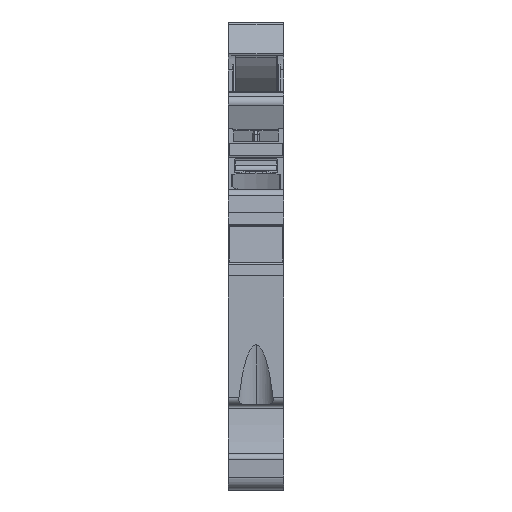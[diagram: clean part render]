
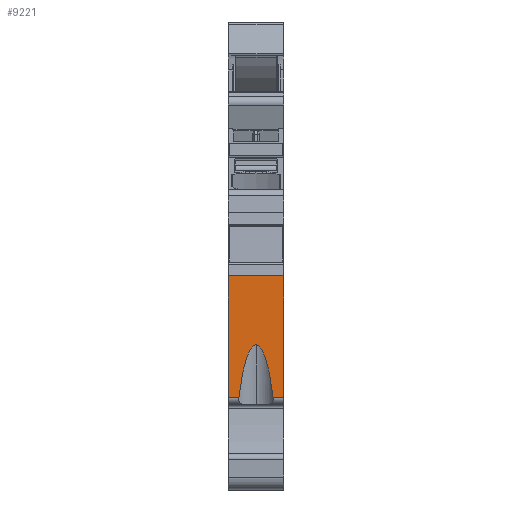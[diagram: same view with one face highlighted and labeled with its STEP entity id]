
A CAD part, front view. The second image highlights one B-rep face of the part: STEP entity #9221.
In plain terms, the highlighted planar face has unit normal (0, -1, 0).
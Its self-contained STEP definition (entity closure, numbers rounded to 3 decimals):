
#9150=AXIS2_PLACEMENT_3D('Plane Axis2P3D',#9147,#9148,#9149) ;
#2364=CARTESIAN_POINT('Vertex',(0.,-0.001,13.45)) ;
#2367=CARTESIAN_POINT('Line Origine',(0.,-0.001,22.301)) ;
#2371=CARTESIAN_POINT('Vertex',(0.,-0.001,31.152)) ;
#4627=CARTESIAN_POINT('Vertex',(8.1,-0.001,31.152)) ;
#4630=CARTESIAN_POINT('Line Origine',(8.1,-0.001,22.301)) ;
#4634=CARTESIAN_POINT('Vertex',(8.1,-0.001,13.45)) ;
#9121=CARTESIAN_POINT('Line Origine',(4.05,-0.001,13.45)) ;
#9125=CARTESIAN_POINT('Vertex',(1.556,-0.001,13.45)) ;
#9147=CARTESIAN_POINT('Axis2P3D Location',(0.,-0.001,13.45)) ;
#9153=CARTESIAN_POINT('Control Point',(4.05,-0.001,21.127)) ;
#9154=CARTESIAN_POINT('Control Point',(3.976,-0.001,21.127)) ;
#9155=CARTESIAN_POINT('Control Point',(3.903,-0.001,21.114)) ;
#9156=CARTESIAN_POINT('Control Point',(3.833,-0.001,21.088)) ;
#9157=CARTESIAN_POINT('Control Point',(3.674,-0.001,21.005)) ;
#9158=CARTESIAN_POINT('Control Point',(3.54,-0.001,20.884)) ;
#9159=CARTESIAN_POINT('Control Point',(3.469,-0.001,20.807)) ;
#9160=CARTESIAN_POINT('Control Point',(3.294,-0.001,20.588)) ;
#9161=CARTESIAN_POINT('Control Point',(3.151,-0.001,20.345)) ;
#9162=CARTESIAN_POINT('Control Point',(3.07,-0.001,20.19)) ;
#9163=CARTESIAN_POINT('Control Point',(2.873,-0.001,19.77)) ;
#9164=CARTESIAN_POINT('Control Point',(2.714,-0.001,19.336)) ;
#9165=CARTESIAN_POINT('Control Point',(2.623,-0.001,19.064)) ;
#9166=CARTESIAN_POINT('Control Point',(2.412,-0.001,18.366)) ;
#9167=CARTESIAN_POINT('Control Point',(2.24,-0.001,17.656)) ;
#9168=CARTESIAN_POINT('Control Point',(2.146,-0.001,17.225)) ;
#9169=CARTESIAN_POINT('Control Point',(1.945,-0.001,16.216)) ;
#9170=CARTESIAN_POINT('Control Point',(1.782,-0.001,15.2)) ;
#9171=CARTESIAN_POINT('Control Point',(1.699,-0.001,14.619)) ;
#9172=CARTESIAN_POINT('Control Point',(1.624,-0.001,14.035)) ;
#9173=CARTESIAN_POINT('Control Point',(1.556,-0.001,13.45)) ;
#9174=CARTESIAN_POINT('Vertex',(4.05,-0.001,21.127)) ;
#9178=CARTESIAN_POINT('Control Point',(4.05,-0.001,21.127)) ;
#9179=CARTESIAN_POINT('Control Point',(4.124,-0.001,21.127)) ;
#9180=CARTESIAN_POINT('Control Point',(4.197,-0.001,21.114)) ;
#9181=CARTESIAN_POINT('Control Point',(4.267,-0.001,21.088)) ;
#9182=CARTESIAN_POINT('Control Point',(4.426,-0.001,21.005)) ;
#9183=CARTESIAN_POINT('Control Point',(4.56,-0.001,20.884)) ;
#9184=CARTESIAN_POINT('Control Point',(4.631,-0.001,20.807)) ;
#9185=CARTESIAN_POINT('Control Point',(4.806,-0.001,20.588)) ;
#9186=CARTESIAN_POINT('Control Point',(4.949,-0.001,20.345)) ;
#9187=CARTESIAN_POINT('Control Point',(5.03,-0.001,20.19)) ;
#9188=CARTESIAN_POINT('Control Point',(5.227,-0.001,19.77)) ;
#9189=CARTESIAN_POINT('Control Point',(5.386,-0.001,19.336)) ;
#9190=CARTESIAN_POINT('Control Point',(5.477,-0.001,19.064)) ;
#9191=CARTESIAN_POINT('Control Point',(5.688,-0.001,18.366)) ;
#9192=CARTESIAN_POINT('Control Point',(5.86,-0.001,17.656)) ;
#9193=CARTESIAN_POINT('Control Point',(5.954,-0.001,17.225)) ;
#9194=CARTESIAN_POINT('Control Point',(6.155,-0.001,16.216)) ;
#9195=CARTESIAN_POINT('Control Point',(6.318,-0.001,15.2)) ;
#9196=CARTESIAN_POINT('Control Point',(6.401,-0.001,14.619)) ;
#9197=CARTESIAN_POINT('Control Point',(6.476,-0.001,14.035)) ;
#9198=CARTESIAN_POINT('Control Point',(6.544,-0.001,13.45)) ;
#9199=CARTESIAN_POINT('Vertex',(6.544,-0.001,13.45)) ;
#9202=CARTESIAN_POINT('Line Origine',(7.322,-0.001,13.45)) ;
#9207=CARTESIAN_POINT('Line Origine',(4.05,-0.001,31.152)) ;
#2368=DIRECTION('Vector Direction',(0.,0.,1.)) ;
#4631=DIRECTION('Vector Direction',(0.,0.,1.)) ;
#9122=DIRECTION('Vector Direction',(1.,0.,0.)) ;
#9148=DIRECTION('Axis2P3D Direction',(0.,1.,0.)) ;
#9149=DIRECTION('Axis2P3D XDirection',(0.,0.,1.)) ;
#9203=DIRECTION('Vector Direction',(1.,0.,0.)) ;
#9208=DIRECTION('Vector Direction',(1.,0.,0.)) ;
#2369=VECTOR('Line Direction',#2368,1.) ;
#4632=VECTOR('Line Direction',#4631,1.) ;
#9123=VECTOR('Line Direction',#9122,1.) ;
#9204=VECTOR('Line Direction',#9203,1.) ;
#9209=VECTOR('Line Direction',#9208,1.) ;
#9213=ORIENTED_EDGE('',*,*,#9176,.F.) ;
#9214=ORIENTED_EDGE('',*,*,#9201,.T.) ;
#9215=ORIENTED_EDGE('',*,*,#9206,.T.) ;
#9216=ORIENTED_EDGE('',*,*,#4636,.T.) ;
#9217=ORIENTED_EDGE('',*,*,#9211,.F.) ;
#9218=ORIENTED_EDGE('',*,*,#2373,.F.) ;
#9219=ORIENTED_EDGE('',*,*,#9127,.T.) ;
#9221=ADVANCED_FACE('MLD_ATTB_6.1\\MLD_ATTB_6.1',(#9220),#9151,.F.) ;
#9152=B_SPLINE_CURVE_WITH_KNOTS('',5,(#9153,#9154,#9155,#9156,#9157,#9158,#9159,#9160,#9161,#9162,#9163,#9164,#9165,#9166,#9167,#9168,#9169,#9170,#9171,#9172,#9173),.UNSPECIFIED.,.F.,.U.,(6,3,3,3,3,3,6),(0.,0.519,1.259,2.499,4.541,7.654,11.814),.UNSPECIFIED.) ;
#9177=B_SPLINE_CURVE_WITH_KNOTS('',5,(#9178,#9179,#9180,#9181,#9182,#9183,#9184,#9185,#9186,#9187,#9188,#9189,#9190,#9191,#9192,#9193,#9194,#9195,#9196,#9197,#9198),.UNSPECIFIED.,.F.,.U.,(6,3,3,3,3,3,6),(0.,0.519,1.259,2.499,4.541,7.654,11.814),.UNSPECIFIED.) ;
#2373=EDGE_CURVE('',#2365,#2372,#2370,.T.) ;
#4636=EDGE_CURVE('',#4635,#4628,#4633,.T.) ;
#9127=EDGE_CURVE('',#2365,#9126,#9124,.T.) ;
#9176=EDGE_CURVE('',#9175,#9126,#9152,.T.) ;
#9201=EDGE_CURVE('',#9175,#9200,#9177,.T.) ;
#9206=EDGE_CURVE('',#9200,#4635,#9205,.T.) ;
#9211=EDGE_CURVE('',#2372,#4628,#9210,.T.) ;
#9212=EDGE_LOOP('',(#9213,#9214,#9215,#9216,#9217,#9218,#9219)) ;
#9220=FACE_OUTER_BOUND('',#9212,.T.) ;
#2370=LINE('Line',#2367,#2369) ;
#4633=LINE('Line',#4630,#4632) ;
#9124=LINE('Line',#9121,#9123) ;
#9205=LINE('Line',#9202,#9204) ;
#9210=LINE('Line',#9207,#9209) ;
#9151=PLANE('',#9150) ;
#2365=VERTEX_POINT('',#2364) ;
#2372=VERTEX_POINT('',#2371) ;
#4628=VERTEX_POINT('',#4627) ;
#4635=VERTEX_POINT('',#4634) ;
#9126=VERTEX_POINT('',#9125) ;
#9175=VERTEX_POINT('',#9174) ;
#9200=VERTEX_POINT('',#9199) ;
